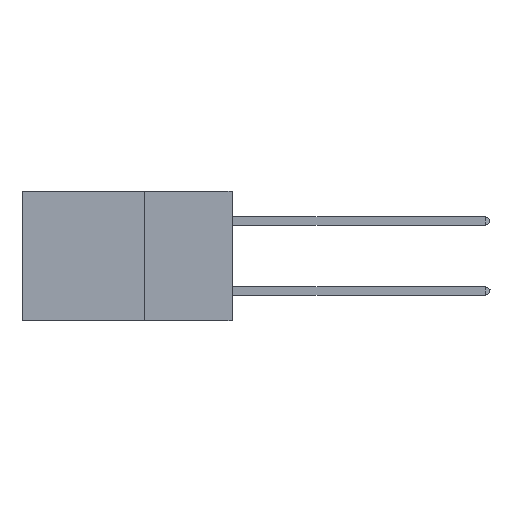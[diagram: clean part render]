
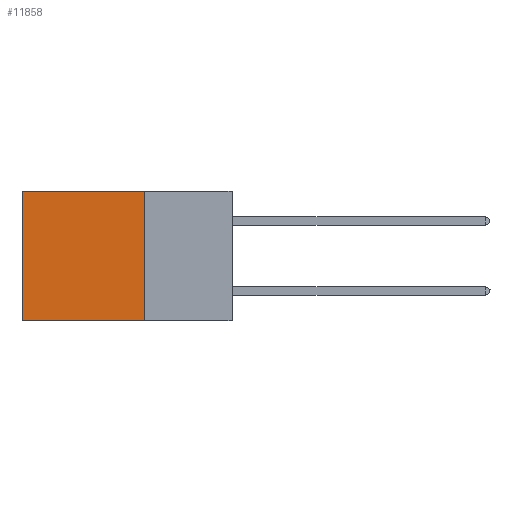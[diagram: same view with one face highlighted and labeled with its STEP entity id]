
A CAD part, left-side view. The second image highlights one B-rep face of the part: STEP entity #11858.
In plain terms, the highlighted planar face has unit normal (-1, 0, 0).
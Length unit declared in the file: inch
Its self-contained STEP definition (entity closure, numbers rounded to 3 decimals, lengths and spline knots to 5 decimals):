
#905 = ORIENTED_EDGE ( 'NONE', *, *, #8168, .F. ) ;
#944 = CARTESIAN_POINT ( 'NONE',  ( 0.2875, 0.25, -0.37 ) ) ;
#952 = VERTEX_POINT ( 'NONE', #7271 ) ;
#1474 = DIRECTION ( 'NONE',  ( 0., 0., -1. ) ) ;
#1794 = CARTESIAN_POINT ( 'NONE',  ( 0.2875, 0.25, 0. ) ) ;
#2470 = ORIENTED_EDGE ( 'NONE', *, *, #7396, .T. ) ;
#3196 = VERTEX_POINT ( 'NONE', #1794 ) ;
#5465 = LINE ( 'NONE', #8142, #16772 ) ;
#5762 = LINE ( 'NONE', #18421, #13125 ) ;
#7271 = CARTESIAN_POINT ( 'NONE',  ( 0.2875, 0.6, -0.37 ) ) ;
#7396 = EDGE_CURVE ( 'NONE', #3196, #9993, #15932, .T. ) ;
#7425 = ORIENTED_EDGE ( 'NONE', *, *, #17609, .F. ) ;
#8142 = CARTESIAN_POINT ( 'NONE',  ( 0.2875, 0.25, 0. ) ) ;
#8168 = EDGE_CURVE ( 'NONE', #8373, #952, #5762, .T. ) ;
#8373 = VERTEX_POINT ( 'NONE', #944 ) ;
#9266 = EDGE_CURVE ( 'NONE', #9993, #952, #16997, .T. ) ;
#9993 = VERTEX_POINT ( 'NONE', #19723 ) ;
#9996 = DIRECTION ( 'NONE',  ( 1., 0., 0. ) ) ;
#10192 = DIRECTION ( 'NONE',  ( 0., 0., -1. ) ) ;
#10784 = CARTESIAN_POINT ( 'NONE',  ( 0.2875, 0.6, 0. ) ) ;
#11183 = VECTOR ( 'NONE', #15957, 39.37008 ) ;
#11858 = ADVANCED_FACE ( 'NONE', ( #13496 ), #20624, .F. ) ;
#12491 = VECTOR ( 'NONE', #1474, 39.37008 ) ;
#12527 = CARTESIAN_POINT ( 'NONE',  ( 0.2875, 0.25, 0. ) ) ;
#12773 = ORIENTED_EDGE ( 'NONE', *, *, #9266, .T. ) ;
#13125 = VECTOR ( 'NONE', #16377, 39.37008 ) ;
#13381 = DIRECTION ( 'NONE',  ( 0., 0., -1. ) ) ;
#13496 = FACE_OUTER_BOUND ( 'NONE', #20620, .T. ) ;
#15932 = LINE ( 'NONE', #12527, #11183 ) ;
#15957 = DIRECTION ( 'NONE',  ( 0., 1., 0. ) ) ;
#16213 = AXIS2_PLACEMENT_3D ( 'NONE', #22417, #9996, #13381 ) ;
#16377 = DIRECTION ( 'NONE',  ( 0., 1., 0. ) ) ;
#16772 = VECTOR ( 'NONE', #10192, 39.37008 ) ;
#16997 = LINE ( 'NONE', #10784, #12491 ) ;
#17609 = EDGE_CURVE ( 'NONE', #3196, #8373, #5465, .T. ) ;
#18421 = CARTESIAN_POINT ( 'NONE',  ( 0.2875, 0.25, -0.37 ) ) ;
#19723 = CARTESIAN_POINT ( 'NONE',  ( 0.2875, 0.6, 0. ) ) ;
#20620 = EDGE_LOOP ( 'NONE', ( #12773, #905, #7425, #2470 ) ) ;
#20624 = PLANE ( 'NONE',  #16213 ) ;
#22417 = CARTESIAN_POINT ( 'NONE',  ( 0.2875, 0.25, 0. ) ) ;
